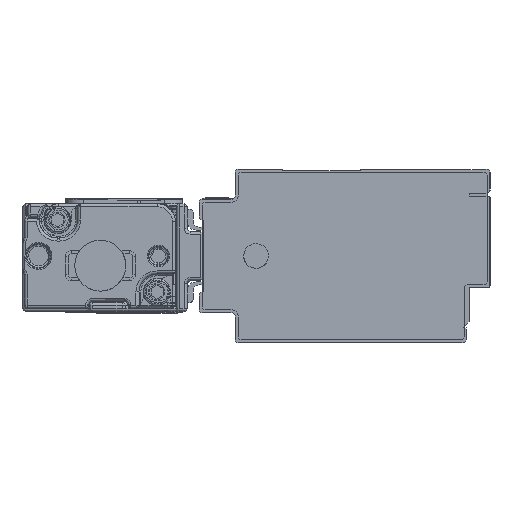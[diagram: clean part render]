
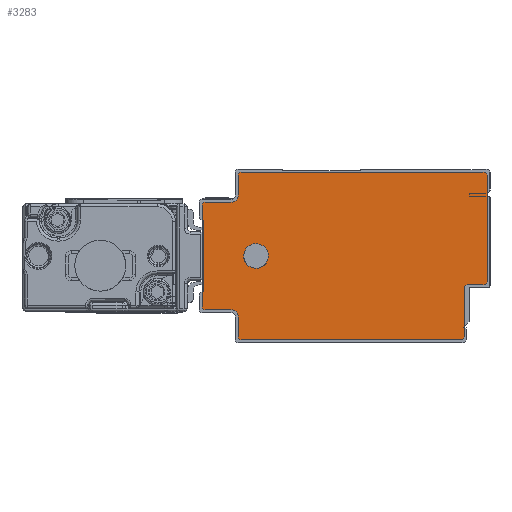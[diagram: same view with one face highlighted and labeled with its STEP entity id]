
A CAD part, left-side view. The second image highlights one B-rep face of the part: STEP entity #3283.
In plain terms, the highlighted planar face has unit normal (-1, 0, 0).
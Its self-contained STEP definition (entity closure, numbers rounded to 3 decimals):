
#1515=AXIS2_PLACEMENT_3D('Circle Axis2P3D',#1513,#1514,$) ;
#1553=AXIS2_PLACEMENT_3D('Circle Axis2P3D',#1551,#1552,$) ;
#1591=AXIS2_PLACEMENT_3D('Circle Axis2P3D',#1589,#1590,$) ;
#1629=AXIS2_PLACEMENT_3D('Circle Axis2P3D',#1627,#1628,$) ;
#3166=AXIS2_PLACEMENT_3D('Plane Axis2P3D',#3163,#3164,#3165) ;
#3170=AXIS2_PLACEMENT_3D('Circle Axis2P3D',#3168,#3169,$) ;
#3184=AXIS2_PLACEMENT_3D('Circle Axis2P3D',#3182,#3183,$) ;
#3198=AXIS2_PLACEMENT_3D('Circle Axis2P3D',#3196,#3197,$) ;
#3212=AXIS2_PLACEMENT_3D('Circle Axis2P3D',#3210,#3211,$) ;
#3226=AXIS2_PLACEMENT_3D('Circle Axis2P3D',#3224,#3225,$) ;
#3240=AXIS2_PLACEMENT_3D('Circle Axis2P3D',#3238,#3239,$) ;
#3267=AXIS2_PLACEMENT_3D('Circle Axis2P3D',#3265,#3266,$) ;
#3276=AXIS2_PLACEMENT_3D('Circle Axis2P3D',#3274,#3275,$) ;
#1471=CARTESIAN_POINT('Line Origine',(-1175.5,44.,14.5)) ;
#1475=CARTESIAN_POINT('Vertex',(-1175.5,44.,6.)) ;
#1477=CARTESIAN_POINT('Vertex',(-1175.5,44.,23.)) ;
#1513=CARTESIAN_POINT('Axis2P3D Location',(-1175.5,43.5,23.)) ;
#1517=CARTESIAN_POINT('Vertex',(-1175.5,43.5,23.5)) ;
#1532=CARTESIAN_POINT('Line Origine',(-1175.5,41.25,23.5)) ;
#1536=CARTESIAN_POINT('Vertex',(-1175.5,39.,23.5)) ;
#1551=CARTESIAN_POINT('Axis2P3D Location',(-1175.5,39.,24.5)) ;
#1555=CARTESIAN_POINT('Vertex',(-1175.5,38.,24.5)) ;
#1570=CARTESIAN_POINT('Line Origine',(-1175.5,38.,26.25)) ;
#1574=CARTESIAN_POINT('Vertex',(-1175.5,38.,28.)) ;
#1589=CARTESIAN_POINT('Axis2P3D Location',(-1175.5,37.5,28.)) ;
#1593=CARTESIAN_POINT('Vertex',(-1175.5,37.5,28.5)) ;
#1608=CARTESIAN_POINT('Line Origine',(-1175.5,17.25,28.5)) ;
#1612=CARTESIAN_POINT('Vertex',(-1175.5,-3.,28.5)) ;
#1627=CARTESIAN_POINT('Axis2P3D Location',(-1175.5,-3.,28.)) ;
#1631=CARTESIAN_POINT('Vertex',(-1175.5,-3.5,28.)) ;
#1646=CARTESIAN_POINT('Line Origine',(-1175.5,-3.5,19.1)) ;
#1650=CARTESIAN_POINT('Vertex',(-1175.5,-3.5,10.2)) ;
#3163=CARTESIAN_POINT('Axis2P3D Location',(-1175.5,0.,0.)) ;
#3168=CARTESIAN_POINT('Axis2P3D Location',(-1175.5,43.5,6.)) ;
#3172=CARTESIAN_POINT('Vertex',(-1175.5,43.5,5.5)) ;
#3175=CARTESIAN_POINT('Line Origine',(-1175.5,41.25,5.5)) ;
#3179=CARTESIAN_POINT('Vertex',(-1175.5,39.,5.5)) ;
#3182=CARTESIAN_POINT('Axis2P3D Location',(-1175.5,39.,4.5)) ;
#3186=CARTESIAN_POINT('Vertex',(-1175.5,38.,4.5)) ;
#3189=CARTESIAN_POINT('Line Origine',(-1175.5,38.,2.75)) ;
#3193=CARTESIAN_POINT('Vertex',(-1175.5,38.,1.)) ;
#3196=CARTESIAN_POINT('Axis2P3D Location',(-1175.5,37.5,1.)) ;
#3200=CARTESIAN_POINT('Vertex',(-1175.5,37.5,0.5)) ;
#3203=CARTESIAN_POINT('Line Origine',(-1175.5,19.15,0.5)) ;
#3207=CARTESIAN_POINT('Vertex',(-1175.5,0.8,0.5)) ;
#3210=CARTESIAN_POINT('Axis2P3D Location',(-1175.5,0.8,1.)) ;
#3214=CARTESIAN_POINT('Vertex',(-1175.5,0.3,1.)) ;
#3217=CARTESIAN_POINT('Line Origine',(-1175.5,0.3,5.1)) ;
#3221=CARTESIAN_POINT('Vertex',(-1175.5,0.3,9.2)) ;
#3224=CARTESIAN_POINT('Axis2P3D Location',(-1175.5,-0.2,9.2)) ;
#3228=CARTESIAN_POINT('Vertex',(-1175.5,-0.2,9.7)) ;
#3231=CARTESIAN_POINT('Line Origine',(-1175.5,-1.6,9.7)) ;
#3235=CARTESIAN_POINT('Vertex',(-1175.5,-3.,9.7)) ;
#3238=CARTESIAN_POINT('Axis2P3D Location',(-1175.5,-3.,10.2)) ;
#3265=CARTESIAN_POINT('Axis2P3D Location',(-1175.5,35.,14.5)) ;
#3269=CARTESIAN_POINT('Vertex',(-1175.5,33.186,13.509)) ;
#3271=CARTESIAN_POINT('Vertex',(-1175.5,36.814,15.491)) ;
#3274=CARTESIAN_POINT('Axis2P3D Location',(-1175.5,35.,14.5)) ;
#1472=DIRECTION('Vector Direction',(0.,0.,1.)) ;
#1514=DIRECTION('Axis2P3D Direction',(1.,0.,0.)) ;
#1533=DIRECTION('Vector Direction',(0.,1.,0.)) ;
#1552=DIRECTION('Axis2P3D Direction',(1.,0.,0.)) ;
#1571=DIRECTION('Vector Direction',(0.,0.,1.)) ;
#1590=DIRECTION('Axis2P3D Direction',(1.,0.,0.)) ;
#1609=DIRECTION('Vector Direction',(0.,1.,0.)) ;
#1628=DIRECTION('Axis2P3D Direction',(1.,0.,-0.)) ;
#1647=DIRECTION('Vector Direction',(0.,0.,-1.)) ;
#3164=DIRECTION('Axis2P3D Direction',(1.,0.,0.)) ;
#3165=DIRECTION('Axis2P3D XDirection',(0.,1.,0.)) ;
#3169=DIRECTION('Axis2P3D Direction',(1.,0.,0.)) ;
#3176=DIRECTION('Vector Direction',(0.,-1.,0.)) ;
#3183=DIRECTION('Axis2P3D Direction',(1.,0.,0.)) ;
#3190=DIRECTION('Vector Direction',(0.,0.,1.)) ;
#3197=DIRECTION('Axis2P3D Direction',(1.,0.,0.)) ;
#3204=DIRECTION('Vector Direction',(0.,-1.,0.)) ;
#3211=DIRECTION('Axis2P3D Direction',(1.,0.,0.)) ;
#3218=DIRECTION('Vector Direction',(0.,0.,-1.)) ;
#3225=DIRECTION('Axis2P3D Direction',(1.,0.,0.)) ;
#3232=DIRECTION('Vector Direction',(0.,1.,0.)) ;
#3239=DIRECTION('Axis2P3D Direction',(1.,0.,0.)) ;
#3266=DIRECTION('Axis2P3D Direction',(1.,0.,0.)) ;
#3275=DIRECTION('Axis2P3D Direction',(1.,0.,0.)) ;
#1473=VECTOR('Line Direction',#1472,1.) ;
#1534=VECTOR('Line Direction',#1533,1.) ;
#1572=VECTOR('Line Direction',#1571,1.) ;
#1610=VECTOR('Line Direction',#1609,1.) ;
#1648=VECTOR('Line Direction',#1647,1.) ;
#3177=VECTOR('Line Direction',#3176,1.) ;
#3191=VECTOR('Line Direction',#3190,1.) ;
#3205=VECTOR('Line Direction',#3204,1.) ;
#3219=VECTOR('Line Direction',#3218,1.) ;
#3233=VECTOR('Line Direction',#3232,1.) ;
#3244=ORIENTED_EDGE('',*,*,#1614,.F.) ;
#3245=ORIENTED_EDGE('',*,*,#1595,.F.) ;
#3246=ORIENTED_EDGE('',*,*,#1576,.F.) ;
#3247=ORIENTED_EDGE('',*,*,#1557,.F.) ;
#3248=ORIENTED_EDGE('',*,*,#1538,.F.) ;
#3249=ORIENTED_EDGE('',*,*,#1519,.F.) ;
#3250=ORIENTED_EDGE('',*,*,#1479,.F.) ;
#3251=ORIENTED_EDGE('',*,*,#3174,.F.) ;
#3252=ORIENTED_EDGE('',*,*,#3181,.F.) ;
#3253=ORIENTED_EDGE('',*,*,#3188,.F.) ;
#3254=ORIENTED_EDGE('',*,*,#3195,.F.) ;
#3255=ORIENTED_EDGE('',*,*,#3202,.F.) ;
#3256=ORIENTED_EDGE('',*,*,#3209,.F.) ;
#3257=ORIENTED_EDGE('',*,*,#3216,.F.) ;
#3258=ORIENTED_EDGE('',*,*,#3223,.F.) ;
#3259=ORIENTED_EDGE('',*,*,#3230,.F.) ;
#3260=ORIENTED_EDGE('',*,*,#3237,.F.) ;
#3261=ORIENTED_EDGE('',*,*,#3242,.F.) ;
#3262=ORIENTED_EDGE('',*,*,#1652,.F.) ;
#3263=ORIENTED_EDGE('',*,*,#1633,.F.) ;
#3280=ORIENTED_EDGE('',*,*,#3273,.T.) ;
#3281=ORIENTED_EDGE('',*,*,#3278,.T.) ;
#3282=FACE_BOUND('',#3279,.T.) ;
#3283=ADVANCED_FACE('\X2\FF8EFF9EFF83FF9EFF68FF70\X0\.2',(#3264,#3282),#3167,.F.) ;
#1516=CIRCLE('generated circle',#1515,0.5) ;
#1554=CIRCLE('generated circle',#1553,1.) ;
#1592=CIRCLE('generated circle',#1591,0.5) ;
#1630=CIRCLE('generated circle',#1629,0.5) ;
#3171=CIRCLE('generated circle',#3170,0.5) ;
#3185=CIRCLE('generated circle',#3184,1.) ;
#3199=CIRCLE('generated circle',#3198,0.5) ;
#3213=CIRCLE('generated circle',#3212,0.5) ;
#3227=CIRCLE('generated circle',#3226,0.5) ;
#3241=CIRCLE('generated circle',#3240,0.5) ;
#3268=CIRCLE('generated circle',#3267,2.067) ;
#3277=CIRCLE('generated circle',#3276,2.067) ;
#1479=EDGE_CURVE('',#1476,#1478,#1474,.T.) ;
#1519=EDGE_CURVE('',#1478,#1518,#1516,.T.) ;
#1538=EDGE_CURVE('',#1518,#1537,#1535,.F.) ;
#1557=EDGE_CURVE('',#1537,#1556,#1554,.F.) ;
#1576=EDGE_CURVE('',#1556,#1575,#1573,.T.) ;
#1595=EDGE_CURVE('',#1575,#1594,#1592,.T.) ;
#1614=EDGE_CURVE('',#1594,#1613,#1611,.F.) ;
#1633=EDGE_CURVE('',#1613,#1632,#1630,.T.) ;
#1652=EDGE_CURVE('',#1632,#1651,#1649,.T.) ;
#3174=EDGE_CURVE('',#3173,#1476,#3171,.T.) ;
#3181=EDGE_CURVE('',#3180,#3173,#3178,.F.) ;
#3188=EDGE_CURVE('',#3187,#3180,#3185,.F.) ;
#3195=EDGE_CURVE('',#3194,#3187,#3192,.T.) ;
#3202=EDGE_CURVE('',#3201,#3194,#3199,.T.) ;
#3209=EDGE_CURVE('',#3208,#3201,#3206,.F.) ;
#3216=EDGE_CURVE('',#3215,#3208,#3213,.T.) ;
#3223=EDGE_CURVE('',#3222,#3215,#3220,.T.) ;
#3230=EDGE_CURVE('',#3229,#3222,#3227,.F.) ;
#3237=EDGE_CURVE('',#3236,#3229,#3234,.T.) ;
#3242=EDGE_CURVE('',#1651,#3236,#3241,.T.) ;
#3273=EDGE_CURVE('',#3270,#3272,#3268,.T.) ;
#3278=EDGE_CURVE('',#3272,#3270,#3277,.T.) ;
#3243=EDGE_LOOP('',(#3244,#3245,#3246,#3247,#3248,#3249,#3250,#3251,#3252,#3253,#3254,#3255,#3256,#3257,#3258,#3259,#3260,#3261,#3262,#3263)) ;
#3279=EDGE_LOOP('',(#3280,#3281)) ;
#3264=FACE_OUTER_BOUND('',#3243,.T.) ;
#1474=LINE('Line',#1471,#1473) ;
#1535=LINE('Line',#1532,#1534) ;
#1573=LINE('Line',#1570,#1572) ;
#1611=LINE('Line',#1608,#1610) ;
#1649=LINE('Line',#1646,#1648) ;
#3178=LINE('Line',#3175,#3177) ;
#3192=LINE('Line',#3189,#3191) ;
#3206=LINE('Line',#3203,#3205) ;
#3220=LINE('Line',#3217,#3219) ;
#3234=LINE('Line',#3231,#3233) ;
#3167=PLANE('Plane',#3166) ;
#1476=VERTEX_POINT('',#1475) ;
#1478=VERTEX_POINT('',#1477) ;
#1518=VERTEX_POINT('',#1517) ;
#1537=VERTEX_POINT('',#1536) ;
#1556=VERTEX_POINT('',#1555) ;
#1575=VERTEX_POINT('',#1574) ;
#1594=VERTEX_POINT('',#1593) ;
#1613=VERTEX_POINT('',#1612) ;
#1632=VERTEX_POINT('',#1631) ;
#1651=VERTEX_POINT('',#1650) ;
#3173=VERTEX_POINT('',#3172) ;
#3180=VERTEX_POINT('',#3179) ;
#3187=VERTEX_POINT('',#3186) ;
#3194=VERTEX_POINT('',#3193) ;
#3201=VERTEX_POINT('',#3200) ;
#3208=VERTEX_POINT('',#3207) ;
#3215=VERTEX_POINT('',#3214) ;
#3222=VERTEX_POINT('',#3221) ;
#3229=VERTEX_POINT('',#3228) ;
#3236=VERTEX_POINT('',#3235) ;
#3270=VERTEX_POINT('',#3269) ;
#3272=VERTEX_POINT('',#3271) ;
